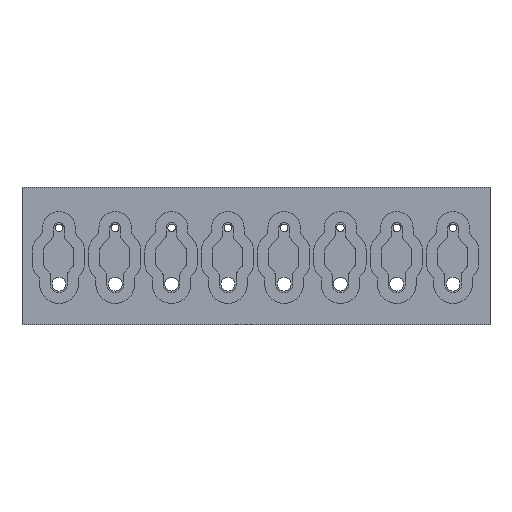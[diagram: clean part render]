
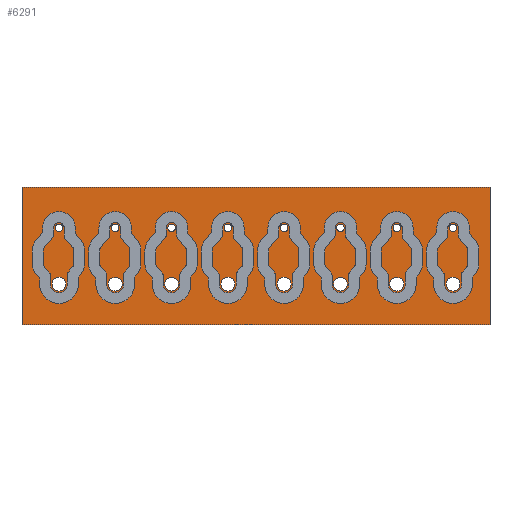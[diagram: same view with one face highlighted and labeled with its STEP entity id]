
A CAD part, front view. The second image highlights one B-rep face of the part: STEP entity #6291.
In plain terms, the highlighted planar face has unit normal (0, -1, 0).
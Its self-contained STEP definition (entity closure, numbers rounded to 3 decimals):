
#31=FACE_BOUND('',#1074,.T.);
#32=FACE_BOUND('',#1075,.T.);
#33=FACE_BOUND('',#1076,.T.);
#34=FACE_BOUND('',#1077,.T.);
#35=FACE_BOUND('',#1078,.T.);
#36=FACE_BOUND('',#1079,.T.);
#37=FACE_BOUND('',#1080,.T.);
#38=FACE_BOUND('',#1081,.T.);
#39=FACE_BOUND('',#1082,.T.);
#40=FACE_BOUND('',#1083,.T.);
#41=FACE_BOUND('',#1084,.T.);
#42=FACE_BOUND('',#1085,.T.);
#43=FACE_BOUND('',#1086,.T.);
#44=FACE_BOUND('',#1087,.T.);
#45=FACE_BOUND('',#1088,.T.);
#46=FACE_BOUND('',#1089,.T.);
#80=PLANE('',#6675);
#406=CIRCLE('',#6628,0.6);
#407=CIRCLE('',#6630,1.1);
#409=CIRCLE('',#6634,1.1);
#411=CIRCLE('',#6637,1.1);
#413=CIRCLE('',#6640,1.1);
#415=CIRCLE('',#6643,1.1);
#417=CIRCLE('',#6646,1.1);
#419=CIRCLE('',#6649,0.6);
#421=CIRCLE('',#6653,0.6);
#423=CIRCLE('',#6657,0.6);
#425=CIRCLE('',#6661,0.6);
#427=CIRCLE('',#6665,0.6);
#430=CIRCLE('',#6671,0.6);
#431=CIRCLE('',#6673,1.1);
#433=CIRCLE('',#6676,0.6);
#434=CIRCLE('',#6677,1.1);
#731=FACE_OUTER_BOUND('',#1073,.T.);
#1073=EDGE_LOOP('',(#4461,#4462,#4463,#4464));
#1074=EDGE_LOOP('',(#4465));
#1075=EDGE_LOOP('',(#4466));
#1076=EDGE_LOOP('',(#4467));
#1077=EDGE_LOOP('',(#4468));
#1078=EDGE_LOOP('',(#4469));
#1079=EDGE_LOOP('',(#4470));
#1080=EDGE_LOOP('',(#4471));
#1081=EDGE_LOOP('',(#4472));
#1082=EDGE_LOOP('',(#4473));
#1083=EDGE_LOOP('',(#4474));
#1084=EDGE_LOOP('',(#4475));
#1085=EDGE_LOOP('',(#4476));
#1086=EDGE_LOOP('',(#4477));
#1087=EDGE_LOOP('',(#4478));
#1088=EDGE_LOOP('',(#4479));
#1089=EDGE_LOOP('',(#4480));
#1444=LINE('',#10555,#2096);
#1466=LINE('',#10647,#2118);
#1467=LINE('',#10649,#2119);
#1468=LINE('',#10650,#2120);
#2096=VECTOR('',#7276,10.);
#2118=VECTOR('',#7384,10.);
#2119=VECTOR('',#7385,10.);
#2120=VECTOR('',#7386,10.);
#2770=VERTEX_POINT('',#10543);
#2771=VERTEX_POINT('',#10547);
#2773=VERTEX_POINT('',#10553);
#2774=VERTEX_POINT('',#10554);
#2777=VERTEX_POINT('',#10562);
#2779=VERTEX_POINT('',#10568);
#2781=VERTEX_POINT('',#10574);
#2783=VERTEX_POINT('',#10580);
#2785=VERTEX_POINT('',#10586);
#2787=VERTEX_POINT('',#10592);
#2789=VERTEX_POINT('',#10600);
#2791=VERTEX_POINT('',#10608);
#2793=VERTEX_POINT('',#10616);
#2795=VERTEX_POINT('',#10624);
#2798=VERTEX_POINT('',#10636);
#2799=VERTEX_POINT('',#10640);
#2801=VERTEX_POINT('',#10646);
#2802=VERTEX_POINT('',#10648);
#2803=VERTEX_POINT('',#10651);
#2804=VERTEX_POINT('',#10653);
#3411=EDGE_CURVE('',#2770,#2770,#406,.T.);
#3413=EDGE_CURVE('',#2771,#2771,#407,.F.);
#3416=EDGE_CURVE('',#2773,#2774,#1444,.T.);
#3420=EDGE_CURVE('',#2777,#2777,#409,.F.);
#3423=EDGE_CURVE('',#2779,#2779,#411,.F.);
#3426=EDGE_CURVE('',#2781,#2781,#413,.F.);
#3429=EDGE_CURVE('',#2783,#2783,#415,.F.);
#3432=EDGE_CURVE('',#2785,#2785,#417,.F.);
#3435=EDGE_CURVE('',#2787,#2787,#419,.T.);
#3439=EDGE_CURVE('',#2789,#2789,#421,.T.);
#3443=EDGE_CURVE('',#2791,#2791,#423,.T.);
#3447=EDGE_CURVE('',#2793,#2793,#425,.T.);
#3451=EDGE_CURVE('',#2795,#2795,#427,.T.);
#3457=EDGE_CURVE('',#2798,#2798,#430,.T.);
#3459=EDGE_CURVE('',#2799,#2799,#431,.F.);
#3462=EDGE_CURVE('',#2774,#2801,#1466,.T.);
#3463=EDGE_CURVE('',#2801,#2802,#1467,.T.);
#3464=EDGE_CURVE('',#2802,#2773,#1468,.T.);
#3465=EDGE_CURVE('',#2803,#2803,#433,.T.);
#3466=EDGE_CURVE('',#2804,#2804,#434,.F.);
#4461=ORIENTED_EDGE('',*,*,#3462,.T.);
#4462=ORIENTED_EDGE('',*,*,#3463,.T.);
#4463=ORIENTED_EDGE('',*,*,#3464,.T.);
#4464=ORIENTED_EDGE('',*,*,#3416,.T.);
#4465=ORIENTED_EDGE('',*,*,#3413,.T.);
#4466=ORIENTED_EDGE('',*,*,#3411,.T.);
#4467=ORIENTED_EDGE('',*,*,#3451,.T.);
#4468=ORIENTED_EDGE('',*,*,#3447,.T.);
#4469=ORIENTED_EDGE('',*,*,#3443,.T.);
#4470=ORIENTED_EDGE('',*,*,#3439,.T.);
#4471=ORIENTED_EDGE('',*,*,#3435,.T.);
#4472=ORIENTED_EDGE('',*,*,#3432,.T.);
#4473=ORIENTED_EDGE('',*,*,#3429,.T.);
#4474=ORIENTED_EDGE('',*,*,#3426,.T.);
#4475=ORIENTED_EDGE('',*,*,#3423,.T.);
#4476=ORIENTED_EDGE('',*,*,#3420,.T.);
#4477=ORIENTED_EDGE('',*,*,#3457,.T.);
#4478=ORIENTED_EDGE('',*,*,#3459,.T.);
#4479=ORIENTED_EDGE('',*,*,#3465,.T.);
#4480=ORIENTED_EDGE('',*,*,#3466,.T.);
#6291=ADVANCED_FACE('',(#731,#31,#32,#33,#34,#35,#36,#37,#38,#39,#40,#41,
#42,#43,#44,#45,#46),#80,.F.);
#6628=AXIS2_PLACEMENT_3D('',#10544,#7264,#7265);
#6630=AXIS2_PLACEMENT_3D('',#10548,#7269,#7270);
#6634=AXIS2_PLACEMENT_3D('',#10563,#7282,#7283);
#6637=AXIS2_PLACEMENT_3D('',#10569,#7289,#7290);
#6640=AXIS2_PLACEMENT_3D('',#10575,#7296,#7297);
#6643=AXIS2_PLACEMENT_3D('',#10581,#7303,#7304);
#6646=AXIS2_PLACEMENT_3D('',#10587,#7310,#7311);
#6649=AXIS2_PLACEMENT_3D('',#10593,#7317,#7318);
#6653=AXIS2_PLACEMENT_3D('',#10601,#7327,#7328);
#6657=AXIS2_PLACEMENT_3D('',#10609,#7337,#7338);
#6661=AXIS2_PLACEMENT_3D('',#10617,#7347,#7348);
#6665=AXIS2_PLACEMENT_3D('',#10625,#7357,#7358);
#6671=AXIS2_PLACEMENT_3D('',#10637,#7372,#7373);
#6673=AXIS2_PLACEMENT_3D('',#10641,#7377,#7378);
#6675=AXIS2_PLACEMENT_3D('',#10645,#7382,#7383);
#6676=AXIS2_PLACEMENT_3D('',#10652,#7387,#7388);
#6677=AXIS2_PLACEMENT_3D('',#10654,#7389,#7390);
#7264=DIRECTION('center_axis',(0.,1.,0.));
#7265=DIRECTION('ref_axis',(1.,0.,0.));
#7269=DIRECTION('center_axis',(0.,-1.,0.));
#7270=DIRECTION('ref_axis',(1.,0.,0.));
#7276=DIRECTION('',(0.,0.,1.));
#7282=DIRECTION('center_axis',(0.,-1.,0.));
#7283=DIRECTION('ref_axis',(1.,0.,0.));
#7289=DIRECTION('center_axis',(0.,-1.,0.));
#7290=DIRECTION('ref_axis',(1.,0.,0.));
#7296=DIRECTION('center_axis',(0.,-1.,0.));
#7297=DIRECTION('ref_axis',(1.,0.,0.));
#7303=DIRECTION('center_axis',(0.,-1.,0.));
#7304=DIRECTION('ref_axis',(1.,0.,0.));
#7310=DIRECTION('center_axis',(0.,-1.,0.));
#7311=DIRECTION('ref_axis',(1.,0.,0.));
#7317=DIRECTION('center_axis',(0.,1.,0.));
#7318=DIRECTION('ref_axis',(1.,0.,0.));
#7327=DIRECTION('center_axis',(0.,1.,0.));
#7328=DIRECTION('ref_axis',(1.,0.,0.));
#7337=DIRECTION('center_axis',(0.,1.,0.));
#7338=DIRECTION('ref_axis',(1.,0.,0.));
#7347=DIRECTION('center_axis',(0.,1.,0.));
#7348=DIRECTION('ref_axis',(1.,0.,0.));
#7357=DIRECTION('center_axis',(0.,1.,0.));
#7358=DIRECTION('ref_axis',(1.,0.,0.));
#7372=DIRECTION('center_axis',(0.,1.,0.));
#7373=DIRECTION('ref_axis',(1.,0.,0.));
#7377=DIRECTION('center_axis',(0.,-1.,0.));
#7378=DIRECTION('ref_axis',(1.,0.,0.));
#7382=DIRECTION('center_axis',(0.,1.,0.));
#7383=DIRECTION('ref_axis',(1.,0.,0.));
#7384=DIRECTION('',(-1.,0.,0.));
#7385=DIRECTION('',(0.,0.,-1.));
#7386=DIRECTION('',(1.,0.,0.));
#7387=DIRECTION('center_axis',(0.,1.,0.));
#7388=DIRECTION('ref_axis',(1.,0.,0.));
#7389=DIRECTION('center_axis',(0.,-1.,0.));
#7390=DIRECTION('ref_axis',(1.,0.,0.));
#10543=CARTESIAN_POINT('',(30.9,0.,4.5));
#10544=CARTESIAN_POINT('Origin',(31.5,0.,4.5));
#10547=CARTESIAN_POINT('',(30.4,0.,-4.5));
#10548=CARTESIAN_POINT('Origin',(31.5,0.,-4.5));
#10553=CARTESIAN_POINT('',(37.4,0.,-10.95));
#10554=CARTESIAN_POINT('',(37.4,0.,10.95));
#10555=CARTESIAN_POINT('',(37.4,0.,-10.95));
#10562=CARTESIAN_POINT('',(-14.6,0.,-4.5));
#10563=CARTESIAN_POINT('Origin',(-13.5,0.,-4.5));
#10568=CARTESIAN_POINT('',(-5.6,0.,-4.5));
#10569=CARTESIAN_POINT('Origin',(-4.5,0.,-4.5));
#10574=CARTESIAN_POINT('',(3.4,0.,-4.5));
#10575=CARTESIAN_POINT('Origin',(4.5,0.,-4.5));
#10580=CARTESIAN_POINT('',(12.4,0.,-4.5));
#10581=CARTESIAN_POINT('Origin',(13.5,0.,-4.5));
#10586=CARTESIAN_POINT('',(21.4,0.,-4.5));
#10587=CARTESIAN_POINT('Origin',(22.5,0.,-4.5));
#10592=CARTESIAN_POINT('',(-14.1,0.,4.5));
#10593=CARTESIAN_POINT('Origin',(-13.5,0.,4.5));
#10600=CARTESIAN_POINT('',(-5.1,0.,4.5));
#10601=CARTESIAN_POINT('Origin',(-4.5,0.,4.5));
#10608=CARTESIAN_POINT('',(3.9,0.,4.5));
#10609=CARTESIAN_POINT('Origin',(4.5,0.,4.5));
#10616=CARTESIAN_POINT('',(12.9,0.,4.5));
#10617=CARTESIAN_POINT('Origin',(13.5,0.,4.5));
#10624=CARTESIAN_POINT('',(21.9,0.,4.5));
#10625=CARTESIAN_POINT('Origin',(22.5,0.,4.5));
#10636=CARTESIAN_POINT('',(-23.1,0.,4.5));
#10637=CARTESIAN_POINT('Origin',(-22.5,0.,4.5));
#10640=CARTESIAN_POINT('',(-23.6,0.,-4.5));
#10641=CARTESIAN_POINT('Origin',(-22.5,0.,-4.5));
#10645=CARTESIAN_POINT('Origin',(0.,0.,0.));
#10646=CARTESIAN_POINT('',(-37.4,0.,10.95));
#10647=CARTESIAN_POINT('',(37.4,0.,10.95));
#10648=CARTESIAN_POINT('',(-37.4,0.,-10.95));
#10649=CARTESIAN_POINT('',(-37.4,0.,10.95));
#10650=CARTESIAN_POINT('',(-37.4,0.,-10.95));
#10651=CARTESIAN_POINT('',(-32.1,0.,4.5));
#10652=CARTESIAN_POINT('Origin',(-31.5,0.,4.5));
#10653=CARTESIAN_POINT('',(-32.6,0.,-4.5));
#10654=CARTESIAN_POINT('Origin',(-31.5,0.,-4.5));
